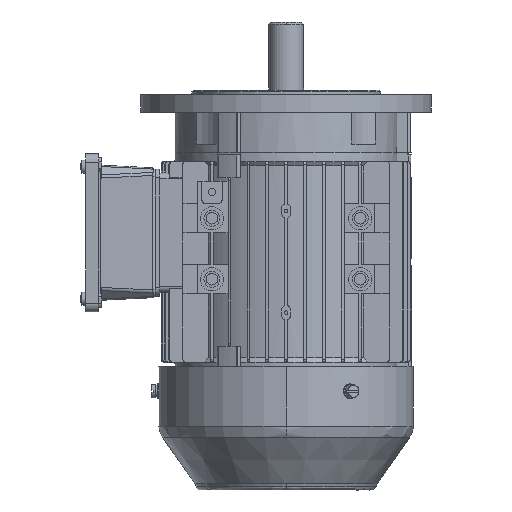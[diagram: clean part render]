
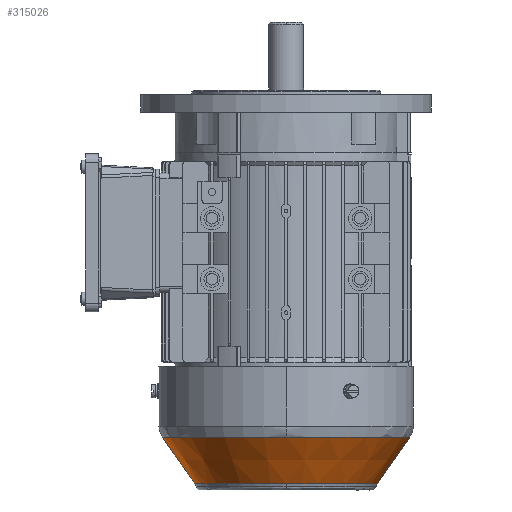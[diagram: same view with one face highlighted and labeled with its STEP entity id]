
A CAD part, left-side view. The second image highlights one B-rep face of the part: STEP entity #315026.
In plain terms, the highlighted conical face has half-angle 35 degrees and reference radius 85.149 mm.
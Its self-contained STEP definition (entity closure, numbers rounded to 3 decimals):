
#1978 = DIRECTION ( 'NONE',  ( 0., 0., 1. ) ) ;
#6416 = DIRECTION ( 'NONE',  ( 1., 0., 0. ) ) ;
#12328 = AXIS2_PLACEMENT_3D ( 'NONE', #93388, #272691, #325385 ) ;
#16455 = EDGE_CURVE ( 'NONE', #260097, #152969, #204298, .T. ) ;
#26011 = VERTEX_POINT ( 'NONE', #136988 ) ;
#26698 = CARTESIAN_POINT ( 'NONE',  ( -79.917, 20.911, -58.401 ) ) ;
#32199 = DIRECTION ( 'NONE',  ( 0., 0., 1. ) ) ;
#34692 = EDGE_CURVE ( 'NONE', #152969, #62154, #289251, .T. ) ;
#35787 = DIRECTION ( 'NONE',  ( -1., 0., 0. ) ) ;
#40733 = EDGE_LOOP ( 'NONE', ( #174819, #290804, #130028, #91668, #315953, #289523 ) ) ;
#42249 = VERTEX_POINT ( 'NONE', #142451 ) ;
#60009 = FACE_OUTER_BOUND ( 'NONE', #40733, .T. ) ;
#62154 = VERTEX_POINT ( 'NONE', #226345 ) ;
#81471 = DIRECTION ( 'NONE',  ( -1., 0., 0. ) ) ;
#88217 = VECTOR ( 'NONE', #172933, 1000. ) ;
#91668 = ORIENTED_EDGE ( 'NONE', *, *, #34692, .T. ) ;
#93388 = CARTESIAN_POINT ( 'NONE',  ( -79.917, 20.911, -58.401 ) ) ;
#101588 = EDGE_CURVE ( 'NONE', #26011, #313275, #262138, .T. ) ;
#105054 = CARTESIAN_POINT ( 'NONE',  ( -79.917, 20.911, -90.348 ) ) ;
#110862 = CARTESIAN_POINT ( 'NONE',  ( -79.917, 20.911, -90.348 ) ) ;
#124664 = AXIS2_PLACEMENT_3D ( 'NONE', #26698, #1978, #181305 ) ;
#130028 = ORIENTED_EDGE ( 'NONE', *, *, #16455, .T. ) ;
#136988 = CARTESIAN_POINT ( 'NONE',  ( -79.917, 106.06, -58.401 ) ) ;
#142451 = CARTESIAN_POINT ( 'NONE',  ( -79.917, 83.691, -90.348 ) ) ;
#143304 = AXIS2_PLACEMENT_3D ( 'NONE', #110862, #162440, #35787 ) ;
#148458 = CIRCLE ( 'NONE', #12328, 85.149 ) ;
#152969 = VERTEX_POINT ( 'NONE', #316931 ) ;
#158890 = EDGE_CURVE ( 'NONE', #42249, #26011, #286380, .T. ) ;
#162440 = DIRECTION ( 'NONE',  ( 0., 0., 1. ) ) ;
#172933 = DIRECTION ( 'NONE',  ( 0., -0.574, 0.819 ) ) ;
#174766 = AXIS2_PLACEMENT_3D ( 'NONE', #105054, #32199, #81471 ) ;
#174819 = ORIENTED_EDGE ( 'NONE', *, *, #158890, .F. ) ;
#177783 = CARTESIAN_POINT ( 'NONE',  ( -165.066, 20.911, -58.401 ) ) ;
#180211 = EDGE_CURVE ( 'NONE', #42249, #260097, #183003, .T. ) ;
#181305 = DIRECTION ( 'NONE',  ( 0., -1., 0. ) ) ;
#182231 = VECTOR ( 'NONE', #302186, 1000. ) ;
#183003 = CIRCLE ( 'NONE', #143304, 62.78 ) ;
#199134 = CARTESIAN_POINT ( 'NONE',  ( -79.917, 106.06, -58.401 ) ) ;
#204298 = CIRCLE ( 'NONE', #174766, 62.78 ) ;
#226345 = CARTESIAN_POINT ( 'NONE',  ( -79.917, -64.238, -58.401 ) ) ;
#226669 = CARTESIAN_POINT ( 'NONE',  ( -79.917, -64.238, -58.401 ) ) ;
#234013 = AXIS2_PLACEMENT_3D ( 'NONE', #287685, #264130, #6416 ) ;
#248446 = CONICAL_SURFACE ( 'NONE', #124664, 85.149, 0.611 ) ;
#260097 = VERTEX_POINT ( 'NONE', #269919 ) ;
#262138 = CIRCLE ( 'NONE', #234013, 85.149 ) ;
#264130 = DIRECTION ( 'NONE',  ( 0., 0., 1. ) ) ;
#269919 = CARTESIAN_POINT ( 'NONE',  ( -142.697, 20.911, -90.348 ) ) ;
#272691 = DIRECTION ( 'NONE',  ( 0., 0., 1. ) ) ;
#286380 = LINE ( 'NONE', #199134, #182231 ) ;
#287685 = CARTESIAN_POINT ( 'NONE',  ( -79.917, 20.911, -58.401 ) ) ;
#289251 = LINE ( 'NONE', #226669, #88217 ) ;
#289523 = ORIENTED_EDGE ( 'NONE', *, *, #101588, .F. ) ;
#290804 = ORIENTED_EDGE ( 'NONE', *, *, #180211, .T. ) ;
#302186 = DIRECTION ( 'NONE',  ( 0., 0.574, 0.819 ) ) ;
#313275 = VERTEX_POINT ( 'NONE', #177783 ) ;
#315026 = ADVANCED_FACE ( 'NONE', ( #60009 ), #248446, .T. ) ;
#315953 = ORIENTED_EDGE ( 'NONE', *, *, #329353, .F. ) ;
#316931 = CARTESIAN_POINT ( 'NONE',  ( -79.917, -41.869, -90.348 ) ) ;
#325385 = DIRECTION ( 'NONE',  ( 1., 0., 0. ) ) ;
#329353 = EDGE_CURVE ( 'NONE', #313275, #62154, #148458, .T. ) ;
